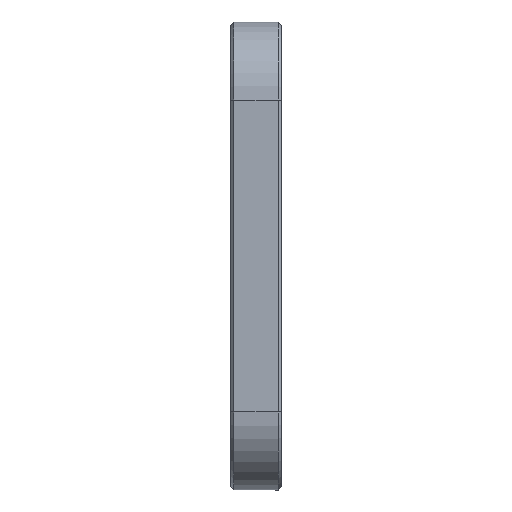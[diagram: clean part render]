
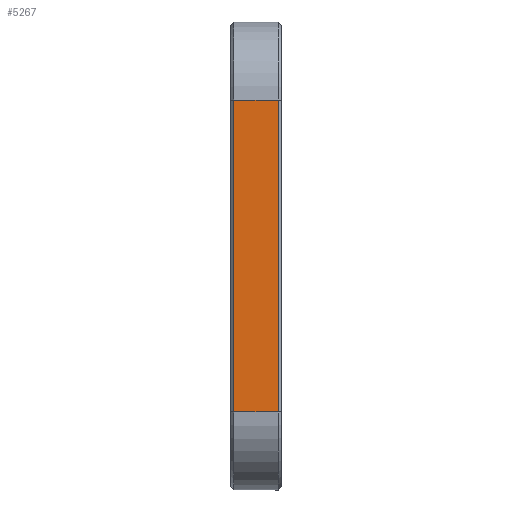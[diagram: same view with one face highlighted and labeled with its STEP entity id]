
A CAD part, left-side view. The second image highlights one B-rep face of the part: STEP entity #5267.
In plain terms, the highlighted planar face has unit normal (-1, 0, 0).
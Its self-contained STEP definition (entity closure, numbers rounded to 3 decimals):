
#72 = DIRECTION ( 'NONE',  ( 0., -1., 0. ) ) ;
#293 = EDGE_LOOP ( 'NONE', ( #4905, #3586, #1763, #5066 ) ) ;
#309 = EDGE_CURVE ( 'NONE', #2055, #1259, #3170, .T. ) ;
#331 = LINE ( 'NONE', #5237, #4863 ) ;
#608 = EDGE_CURVE ( 'NONE', #3607, #2055, #1842, .T. ) ;
#824 = LINE ( 'NONE', #4958, #1021 ) ;
#926 = AXIS2_PLACEMENT_3D ( 'NONE', #5182, #4350, #4005 ) ;
#935 = VERTEX_POINT ( 'NONE', #3844 ) ;
#938 = VECTOR ( 'NONE', #4289, 1000. ) ;
#1021 = VECTOR ( 'NONE', #72, 1000. ) ;
#1259 = VERTEX_POINT ( 'NONE', #2002 ) ;
#1350 = CARTESIAN_POINT ( 'NONE',  ( -113., 0., -46. ) ) ;
#1562 = DIRECTION ( 'NONE',  ( 0., 0., -1. ) ) ;
#1763 = ORIENTED_EDGE ( 'NONE', *, *, #2954, .F. ) ;
#1842 = LINE ( 'NONE', #1956, #2682 ) ;
#1956 = CARTESIAN_POINT ( 'NONE',  ( -113., 14., 46. ) ) ;
#2002 = CARTESIAN_POINT ( 'NONE',  ( -113., 1., -46. ) ) ;
#2055 = VERTEX_POINT ( 'NONE', #3359 ) ;
#2682 = VECTOR ( 'NONE', #4466, 1000. ) ;
#2732 = EDGE_CURVE ( 'NONE', #935, #1259, #331, .T. ) ;
#2933 = FACE_OUTER_BOUND ( 'NONE', #293, .T. ) ;
#2954 = EDGE_CURVE ( 'NONE', #3607, #935, #824, .T. ) ;
#3170 = LINE ( 'NONE', #1350, #938 ) ;
#3359 = CARTESIAN_POINT ( 'NONE',  ( -113., 14., -46. ) ) ;
#3562 = CARTESIAN_POINT ( 'NONE',  ( -113., 14., 46. ) ) ;
#3586 = ORIENTED_EDGE ( 'NONE', *, *, #2732, .F. ) ;
#3607 = VERTEX_POINT ( 'NONE', #3562 ) ;
#3844 = CARTESIAN_POINT ( 'NONE',  ( -113., 1., 46. ) ) ;
#3951 = PLANE ( 'NONE',  #926 ) ;
#4005 = DIRECTION ( 'NONE',  ( 0., 0., 1. ) ) ;
#4289 = DIRECTION ( 'NONE',  ( 0., -1., 0. ) ) ;
#4350 = DIRECTION ( 'NONE',  ( -1., 0., 0. ) ) ;
#4466 = DIRECTION ( 'NONE',  ( 0., 0., -1. ) ) ;
#4863 = VECTOR ( 'NONE', #1562, 1000. ) ;
#4905 = ORIENTED_EDGE ( 'NONE', *, *, #309, .T. ) ;
#4958 = CARTESIAN_POINT ( 'NONE',  ( -113., 0., 46. ) ) ;
#5066 = ORIENTED_EDGE ( 'NONE', *, *, #608, .T. ) ;
#5182 = CARTESIAN_POINT ( 'NONE',  ( -113., 0., 46. ) ) ;
#5237 = CARTESIAN_POINT ( 'NONE',  ( -113., 1., 0. ) ) ;
#5267 = ADVANCED_FACE ( 'NONE', ( #2933 ), #3951, .T. ) ;
